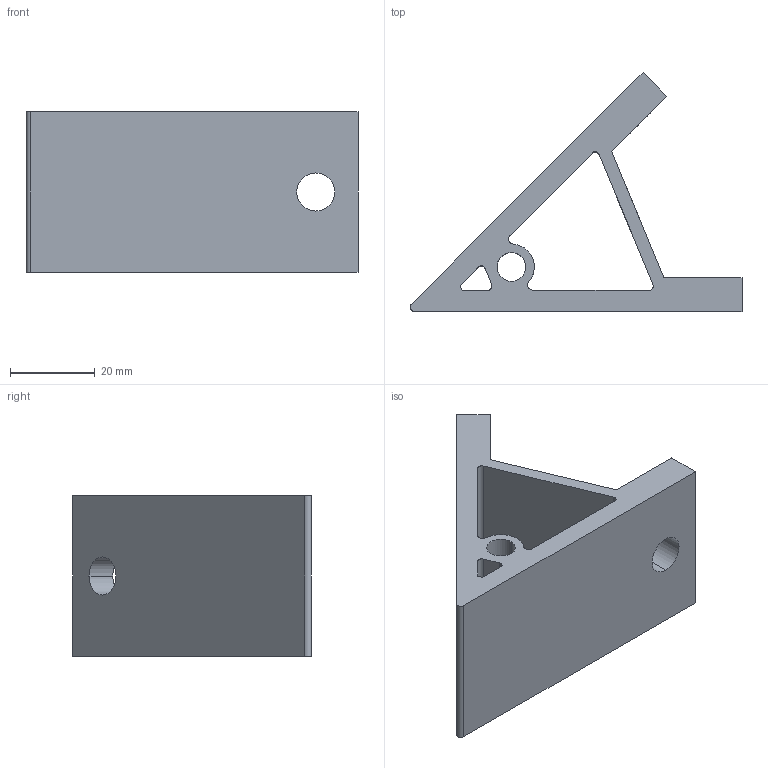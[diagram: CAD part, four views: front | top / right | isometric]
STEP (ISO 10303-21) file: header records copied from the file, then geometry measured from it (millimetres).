
FILE_DESCRIPTION (( 'STEP AP203' ), '1' );
FILE_NAME ('45du-4040-38MM.STEP', '2019-07-25T07:41:15', ( '微软用户' ), ( '微软中国' ), 'SwSTEP 2.0', 'SolidWorks 2015', '' );
FILE_SCHEMA (( 'CONFIG_CONTROL_DESIGN' ));
Length unit declared in the file: millimetre
Products named in the file (1): 45du-4040-38MM
Bounding box: 78.58 x 56.57 x 38 mm (x, y, z)
Volume: 38172.7 mm3; surface area: 17312.4 mm2
Topology: 1 solids, 1 shells, 266 faces, 768 edges, 512 vertices
Faces by surface type: plane 178, bspline 72, cylinder 16
Entity records: 11201 total; most frequent: CARTESIAN_POINT 4571, ORIENTED_EDGE 1536, DIRECTION 1046, EDGE_CURVE 768, VECTOR 592, LINE 592, VERTEX_POINT 512, EDGE_LOOP 284
